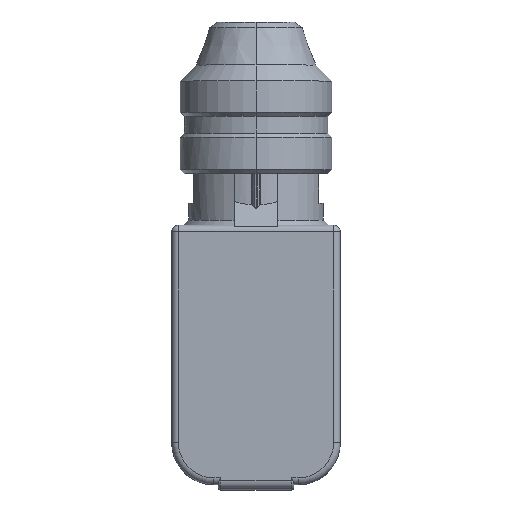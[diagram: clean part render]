
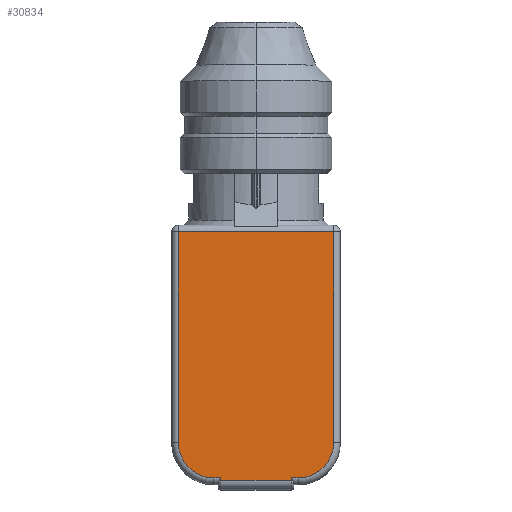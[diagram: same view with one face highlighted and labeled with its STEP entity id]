
A CAD part, top view. The second image highlights one B-rep face of the part: STEP entity #30834.
In plain terms, the highlighted planar face has unit normal (0, 0, 1).
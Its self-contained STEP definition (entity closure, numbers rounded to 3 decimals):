
#30195=AXIS2_PLACEMENT_3D('Circle Axis2P3D',#30193,#30194,$) ;
#30776=AXIS2_PLACEMENT_3D('Circle Axis2P3D',#30774,#30775,$) ;
#30805=AXIS2_PLACEMENT_3D('Plane Axis2P3D',#30802,#30803,#30804) ;
#29134=CARTESIAN_POINT('Vertex',(0.8,30.6,42.7)) ;
#29141=CARTESIAN_POINT('Vertex',(0.8,5.6,42.7)) ;
#29144=CARTESIAN_POINT('Line Origine',(0.8,21.,42.7)) ;
#29712=CARTESIAN_POINT('Vertex',(19.2,5.6,42.7)) ;
#29719=CARTESIAN_POINT('Vertex',(19.2,30.6,42.7)) ;
#29722=CARTESIAN_POINT('Line Origine',(19.2,21.,42.7)) ;
#30006=CARTESIAN_POINT('Line Origine',(20.,1.4,42.7)) ;
#30010=CARTESIAN_POINT('Vertex',(14.2,1.4,42.7)) ;
#30012=CARTESIAN_POINT('Vertex',(15.,1.4,42.7)) ;
#30053=CARTESIAN_POINT('Vertex',(14.2,1.1,42.7)) ;
#30091=CARTESIAN_POINT('Line Origine',(5.5,1.1,42.7)) ;
#30095=CARTESIAN_POINT('Vertex',(5.8,1.1,42.7)) ;
#30146=CARTESIAN_POINT('Vertex',(5.8,1.4,42.7)) ;
#30149=CARTESIAN_POINT('Line Origine',(20.,1.4,42.7)) ;
#30153=CARTESIAN_POINT('Vertex',(5.,1.4,42.7)) ;
#30193=CARTESIAN_POINT('Axis2P3D Location',(5.,5.6,42.7)) ;
#30774=CARTESIAN_POINT('Axis2P3D Location',(15.,5.6,42.7)) ;
#30802=CARTESIAN_POINT('Axis2P3D Location',(14.5,1.7,42.7)) ;
#30807=CARTESIAN_POINT('Line Origine',(5.8,1.25,42.7)) ;
#30812=CARTESIAN_POINT('Line Origine',(14.2,1.25,42.7)) ;
#30817=CARTESIAN_POINT('Line Origine',(10.,30.6,42.7)) ;
#29145=DIRECTION('Vector Direction',(0.,-1.,0.)) ;
#29723=DIRECTION('Vector Direction',(0.,-1.,0.)) ;
#30007=DIRECTION('Vector Direction',(-1.,0.,0.)) ;
#30092=DIRECTION('Vector Direction',(-1.,0.,0.)) ;
#30150=DIRECTION('Vector Direction',(-1.,0.,0.)) ;
#30194=DIRECTION('Axis2P3D Direction',(-0.,0.,1.)) ;
#30775=DIRECTION('Axis2P3D Direction',(-0.,0.,1.)) ;
#30803=DIRECTION('Axis2P3D Direction',(0.,-0.,1.)) ;
#30804=DIRECTION('Axis2P3D XDirection',(0.,1.,0.)) ;
#30808=DIRECTION('Vector Direction',(0.,-1.,0.)) ;
#30813=DIRECTION('Vector Direction',(0.,1.,0.)) ;
#30818=DIRECTION('Vector Direction',(1.,0.,0.)) ;
#29146=VECTOR('Line Direction',#29145,1.) ;
#29724=VECTOR('Line Direction',#29723,1.) ;
#30008=VECTOR('Line Direction',#30007,1.) ;
#30093=VECTOR('Line Direction',#30092,1.) ;
#30151=VECTOR('Line Direction',#30150,1.) ;
#30809=VECTOR('Line Direction',#30808,1.) ;
#30814=VECTOR('Line Direction',#30813,1.) ;
#30819=VECTOR('Line Direction',#30818,1.) ;
#30823=ORIENTED_EDGE('',*,*,#30155,.T.) ;
#30824=ORIENTED_EDGE('',*,*,#30811,.T.) ;
#30825=ORIENTED_EDGE('',*,*,#30097,.T.) ;
#30826=ORIENTED_EDGE('',*,*,#30816,.T.) ;
#30827=ORIENTED_EDGE('',*,*,#30014,.T.) ;
#30828=ORIENTED_EDGE('',*,*,#30778,.T.) ;
#30829=ORIENTED_EDGE('',*,*,#29726,.T.) ;
#30830=ORIENTED_EDGE('',*,*,#30821,.F.) ;
#30831=ORIENTED_EDGE('',*,*,#29148,.T.) ;
#30832=ORIENTED_EDGE('',*,*,#30197,.T.) ;
#30834=ADVANCED_FACE('Hauptkoerper',(#30833),#30806,.T.) ;
#30196=CIRCLE('generated circle',#30195,4.2) ;
#30777=CIRCLE('generated circle',#30776,4.2) ;
#29148=EDGE_CURVE('',#29135,#29142,#29147,.T.) ;
#29726=EDGE_CURVE('',#29713,#29720,#29725,.F.) ;
#30014=EDGE_CURVE('',#30011,#30013,#30009,.F.) ;
#30097=EDGE_CURVE('',#30096,#30054,#30094,.F.) ;
#30155=EDGE_CURVE('',#30154,#30147,#30152,.F.) ;
#30197=EDGE_CURVE('',#29142,#30154,#30196,.T.) ;
#30778=EDGE_CURVE('',#30013,#29713,#30777,.T.) ;
#30811=EDGE_CURVE('',#30147,#30096,#30810,.T.) ;
#30816=EDGE_CURVE('',#30054,#30011,#30815,.T.) ;
#30821=EDGE_CURVE('',#29135,#29720,#30820,.T.) ;
#30822=EDGE_LOOP('',(#30823,#30824,#30825,#30826,#30827,#30828,#30829,#30830,#30831,#30832)) ;
#30833=FACE_OUTER_BOUND('',#30822,.T.) ;
#29147=LINE('Line',#29144,#29146) ;
#29725=LINE('Line',#29722,#29724) ;
#30009=LINE('Line',#30006,#30008) ;
#30094=LINE('Line',#30091,#30093) ;
#30152=LINE('Line',#30149,#30151) ;
#30810=LINE('Line',#30807,#30809) ;
#30815=LINE('Line',#30812,#30814) ;
#30820=LINE('Line',#30817,#30819) ;
#30806=PLANE('',#30805) ;
#29135=VERTEX_POINT('',#29134) ;
#29142=VERTEX_POINT('',#29141) ;
#29713=VERTEX_POINT('',#29712) ;
#29720=VERTEX_POINT('',#29719) ;
#30011=VERTEX_POINT('',#30010) ;
#30013=VERTEX_POINT('',#30012) ;
#30054=VERTEX_POINT('',#30053) ;
#30096=VERTEX_POINT('',#30095) ;
#30147=VERTEX_POINT('',#30146) ;
#30154=VERTEX_POINT('',#30153) ;
